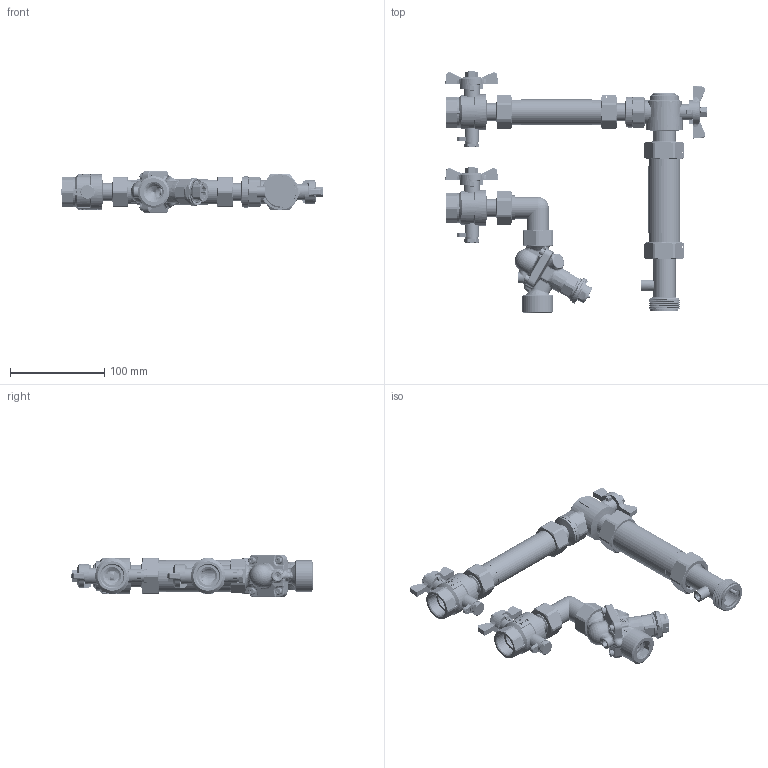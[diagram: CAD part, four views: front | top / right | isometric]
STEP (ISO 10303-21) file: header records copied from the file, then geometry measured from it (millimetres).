
FILE_DESCRIPTION(/* description */ ('Unknown'),/* implementation_level */ '2;1');
FILE_NAME(/* name */ '85121050',/* time_stamp */ '2023-07-20T08:43:42+02:00',/* author */ ('Unknown'),/* organization */ ('Unknown'),/* preprocessor_version */ 'ST-DEVELOPER v18.102',/* originating_system */ 'Solid Edge',/* authorisation */ 'Unknown');
FILE_SCHEMA (('FEATURE_BASED_PROCESS_PLANNING','TECHNICAL_DATA_PACKAGING','AUTOMOTIVE_DESIGN {1 0 10303 214 3 1 1}'));
Length unit declared in the file: millimetre
Products named in the file (65): 85121050; 725-55; StoppRing; Speerring; Dichtung; St_tze; _berwurfmutter; O-Ring; 98708712-3_4x110; 722_55; Überwurfmutter_3_4; Einschraubteil_722_55; Körper; M8; Dichtung_0; Flügelgriff 1_4 - 3_4; 97000077-3_4; Schraube; Stopfbuchse_; Spindel_; 2.149V.020; Einschraubteil-郻M_020; Körper_020; 3_4-Spindel-co; 600-3_4-Spindel; 600-3_4-Spindeldichtung; 600-3_4-Stopfbuchse; 600-3_4-O-Ring; 600-3_4-Mutter-Fl.G.; 97000077-1; 98000726_Sonderverschraubung- AG1_郻M1; Dichtung.1; St_tze.2.1; 98000728-56_IG3_4 x AG1; 98708714-3_4-3_4; Winkel-30-35.1; Dichtung_; Speerring.1; 003z1402_inst_vereinf.; 51340040 ...
Assembly tree (71 placements, depth 5):
  85121050
    725-55
      StoppRing
      Speerring
      Dichtung
      St_tze
      _berwurfmutter
      O-Ring
    98708712-3_4x110
    722_55  x2
      Überwurfmutter_3_4
      Einschraubteil_722_55
      Körper
      Speerring
      M8
      Dichtung_0
      Flügelgriff 1_4 - 3_4
      97000077-3_4
      Schraube
      Stopfbuchse_
      Spindel_
    2.149V.020
      Flügelgriff 1_4 - 3_4
      2.149V.020
        _berwurfmutter
        Einschraubteil-郻M_020
        Körper_020
        3_4-Spindel-co
          600-3_4-Spindel
          600-3_4-Spindeldichtung
          600-3_4-Stopfbuchse
          600-3_4-O-Ring
      600-3_4-Mutter-Fl.G.
      97000077-1
    98000726_Sonderverschraubung- AG1_郻M1
      Dichtung.1
      St_tze.2.1
      Dichtung
      _berwurfmutter
      97000077-1
    98000728-56_IG3_4 x AG1
    98708714-3_4-3_4
      Überwurfmutter_3_4
      Winkel-30-35.1
      Dichtung_
      Speerring.1
    003z1402_inst_vereinf.
      51340040  x4
      8906580
      8906519
      89066570
      8906702
      8906147_ASM
        8906212
        5211526
        5451169
        O-R_10-5X1-5_54590450
        D3-SPRINGRINGEXTERNAL
        D3-GREASEBOX
        D3-OR
Bounding box: 277.16 x 255.8 x 45 mm (x, y, z)
Volume: 315236.7 mm3; surface area: 213355.2 mm2
Topology: 71 solids, 71 shells, 5976 faces, 15390 edges, 9785 vertices
Faces by surface type: plane 3113, cylinder 1352, bspline 809, cone 370, torus 240, sphere 92
Full cylindrical faces by diameter (mm): 0.3 x1, 1.5 x5, 1.6 x1, 2.2 x1, 2.5 x1, 3 x3, 3.05 x1, 3.1 x1, 3.3 x5, 3.4 x2, 3.5 x2, 3.93 x4, 4.3 x4, 5 x3, 5.2 x1, 5.9 x3, 6 x2, 6.5 x2, 6.6 x2, 6.647 x2, 6.7 x3, 6.75 x1, 7 x5, 7.4 x1, 7.5 x1, 8 x4, 8.1 x1, 8.3 x1, 8.9 x3, 8.92 x2
Entity records: 175989 total; most frequent: CARTESIAN_POINT 69779, ORIENTED_EDGE 22198, DIRECTION 20146, EDGE_CURVE 11099, AXIS2_PLACEMENT_3D 7884, VERTEX_POINT 7201, FACE_BOUND 5358, EDGE_LOOP 5348
